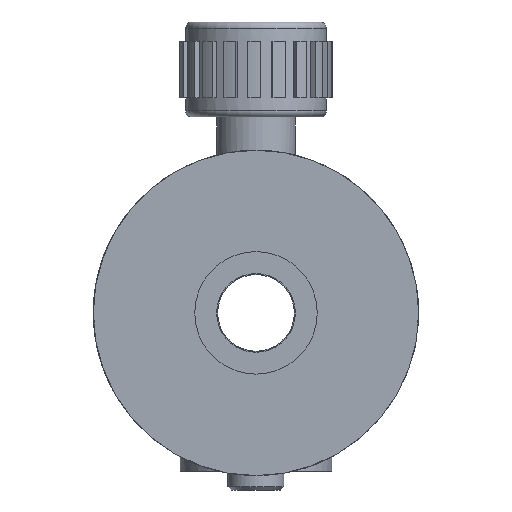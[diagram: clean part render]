
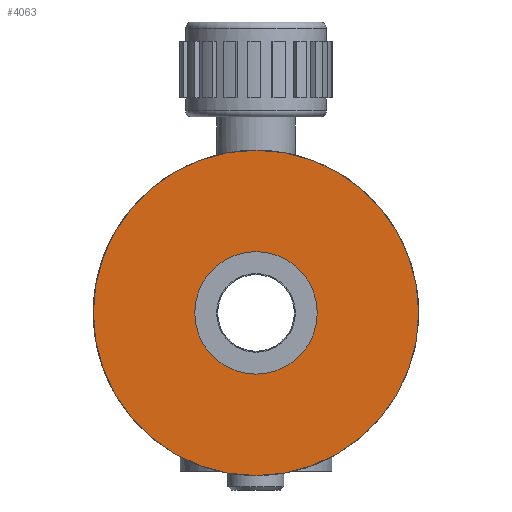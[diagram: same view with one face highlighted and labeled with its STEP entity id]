
A CAD part, front view. The second image highlights one B-rep face of the part: STEP entity #4063.
In plain terms, the highlighted planar face has unit normal (0, -1, 0).
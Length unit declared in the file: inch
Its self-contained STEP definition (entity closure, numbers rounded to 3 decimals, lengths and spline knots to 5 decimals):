
#256 = DIRECTION ( 'NONE',  ( 1., 0., 0. ) ) ;
#791 = CARTESIAN_POINT ( 'NONE',  ( 0.531, 0., 0. ) ) ;
#1106 = DIRECTION ( 'NONE',  ( 0., -1., 0. ) ) ;
#1485 = AXIS2_PLACEMENT_3D ( 'NONE', #8618, #3425, #12548 ) ;
#1916 = VERTEX_POINT ( 'NONE', #2156 ) ;
#2156 = CARTESIAN_POINT ( 'NONE',  ( 0., 0., -0.2 ) ) ;
#2510 = AXIS2_PLACEMENT_3D ( 'NONE', #8950, #1106, #10272 ) ;
#2559 = EDGE_CURVE ( 'NONE', #3147, #3147, #11689, .T. ) ;
#3147 = VERTEX_POINT ( 'NONE', #791 ) ;
#3425 = DIRECTION ( 'NONE',  ( 0., -1., 0. ) ) ;
#4063 = ADVANCED_FACE ( 'NONE', ( #5747, #8813 ), #7310, .T. ) ;
#4750 = EDGE_LOOP ( 'NONE', ( #9893 ) ) ;
#5747 = FACE_OUTER_BOUND ( 'NONE', #11836, .T. ) ;
#7310 = PLANE ( 'NONE',  #1485 ) ;
#7451 = ORIENTED_EDGE ( 'NONE', *, *, #2559, .F. ) ;
#8077 = DIRECTION ( 'NONE',  ( 0., 1., 0. ) ) ;
#8618 = CARTESIAN_POINT ( 'NONE',  ( 0.531, 0., 0. ) ) ;
#8813 = FACE_BOUND ( 'NONE', #4750, .T. ) ;
#8950 = CARTESIAN_POINT ( 'NONE',  ( 0., 0., 0. ) ) ;
#9893 = ORIENTED_EDGE ( 'NONE', *, *, #15955, .F. ) ;
#10272 = DIRECTION ( 'NONE',  ( 0., 0., -1. ) ) ;
#11689 = CIRCLE ( 'NONE', #12436, 0.531 ) ;
#11836 = EDGE_LOOP ( 'NONE', ( #7451 ) ) ;
#12436 = AXIS2_PLACEMENT_3D ( 'NONE', #15933, #8077, #256 ) ;
#12548 = DIRECTION ( 'NONE',  ( -1., 0., 0. ) ) ;
#15872 = CIRCLE ( 'NONE', #2510, 0.2 ) ;
#15933 = CARTESIAN_POINT ( 'NONE',  ( 0., 0., 0. ) ) ;
#15955 = EDGE_CURVE ( 'NONE', #1916, #1916, #15872, .T. ) ;
